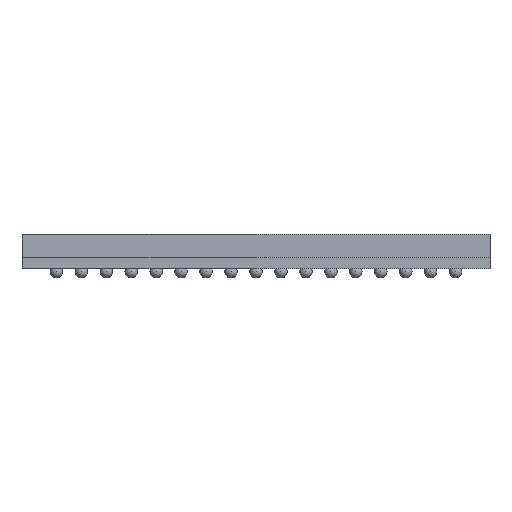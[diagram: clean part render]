
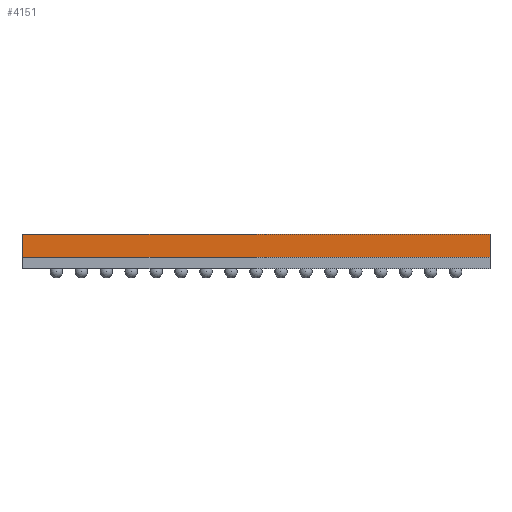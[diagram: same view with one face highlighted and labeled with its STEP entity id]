
A CAD part, front view. The second image highlights one B-rep face of the part: STEP entity #4151.
In plain terms, the highlighted planar face has unit normal (0, -1, 0).
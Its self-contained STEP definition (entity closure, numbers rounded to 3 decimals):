
#84 = CARTESIAN_POINT ( 'NONE',  ( -7.5, -7.5, 0.66 ) ) ;
#1261 = CARTESIAN_POINT ( 'NONE',  ( 7.5, -7.5, 1.4 ) ) ;
#1835 = EDGE_CURVE ( 'NONE', #22898, #27606, #30946, .T. ) ;
#2563 = CARTESIAN_POINT ( 'NONE',  ( -7.5, -7.5, 1.4 ) ) ;
#4151 = ADVANCED_FACE ( 'NONE', ( #24880 ), #19845, .F. ) ;
#4153 = VECTOR ( 'NONE', #10330, 1000. ) ;
#5974 = ORIENTED_EDGE ( 'NONE', *, *, #24100, .T. ) ;
#6144 = ORIENTED_EDGE ( 'NONE', *, *, #1835, .F. ) ;
#7615 = CARTESIAN_POINT ( 'NONE',  ( 7.5, -7.5, 0.66 ) ) ;
#7689 = CARTESIAN_POINT ( 'NONE',  ( -7.5, -7.5, 1.4 ) ) ;
#7939 = EDGE_CURVE ( 'NONE', #29403, #22898, #20842, .T. ) ;
#9039 = AXIS2_PLACEMENT_3D ( 'NONE', #2563, #17334, #22518 ) ;
#10330 = DIRECTION ( 'NONE',  ( 0., 0., -1. ) ) ;
#10448 = LINE ( 'NONE', #10608, #22921 ) ;
#10608 = CARTESIAN_POINT ( 'NONE',  ( -7.5, -7.5, 0.66 ) ) ;
#12623 = ORIENTED_EDGE ( 'NONE', *, *, #19540, .T. ) ;
#13549 = DIRECTION ( 'NONE',  ( 0., 0., -1. ) ) ;
#17334 = DIRECTION ( 'NONE',  ( 0., 1., 0. ) ) ;
#19540 = EDGE_CURVE ( 'NONE', #24563, #27606, #10448, .T. ) ;
#19845 = PLANE ( 'NONE',  #9039 ) ;
#20754 = DIRECTION ( 'NONE',  ( 1., 0., 0. ) ) ;
#20842 = LINE ( 'NONE', #32125, #27650 ) ;
#22518 = DIRECTION ( 'NONE',  ( 0., 0., 1. ) ) ;
#22898 = VERTEX_POINT ( 'NONE', #1261 ) ;
#22921 = VECTOR ( 'NONE', #20754, 1000. ) ;
#24100 = EDGE_CURVE ( 'NONE', #29403, #24563, #31504, .T. ) ;
#24563 = VERTEX_POINT ( 'NONE', #84 ) ;
#24837 = DIRECTION ( 'NONE',  ( 1., 0., 0. ) ) ;
#24880 = FACE_OUTER_BOUND ( 'NONE', #28281, .T. ) ;
#25787 = CARTESIAN_POINT ( 'NONE',  ( 7.5, -7.5, 1.4 ) ) ;
#26375 = CARTESIAN_POINT ( 'NONE',  ( -7.5, -7.5, 1.4 ) ) ;
#27606 = VERTEX_POINT ( 'NONE', #7615 ) ;
#27650 = VECTOR ( 'NONE', #24837, 1000. ) ;
#28281 = EDGE_LOOP ( 'NONE', ( #12623, #6144, #32008, #5974 ) ) ;
#29403 = VERTEX_POINT ( 'NONE', #7689 ) ;
#30120 = VECTOR ( 'NONE', #13549, 1000. ) ;
#30946 = LINE ( 'NONE', #25787, #4153 ) ;
#31504 = LINE ( 'NONE', #26375, #30120 ) ;
#32008 = ORIENTED_EDGE ( 'NONE', *, *, #7939, .F. ) ;
#32125 = CARTESIAN_POINT ( 'NONE',  ( -7.5, -7.5, 1.4 ) ) ;
